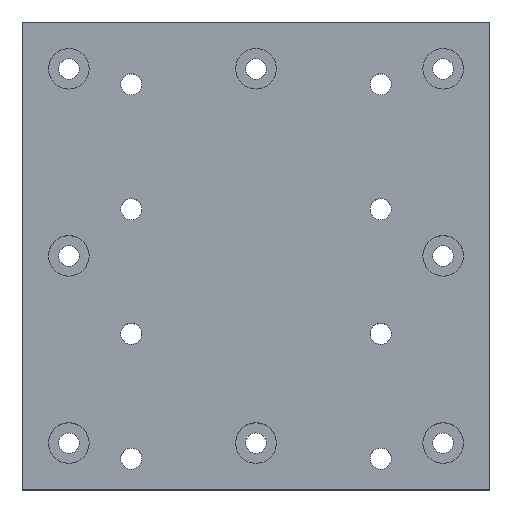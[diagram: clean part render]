
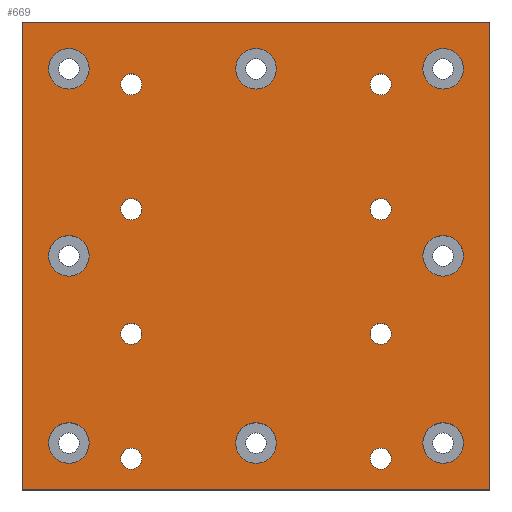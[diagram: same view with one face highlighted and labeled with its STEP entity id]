
A CAD part, top view. The second image highlights one B-rep face of the part: STEP entity #669.
In plain terms, the highlighted planar face has unit normal (0, 0, 1).
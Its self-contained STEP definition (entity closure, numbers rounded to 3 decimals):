
#23=FACE_BOUND('',#148,.T.);
#24=FACE_BOUND('',#149,.T.);
#25=FACE_BOUND('',#150,.T.);
#26=FACE_BOUND('',#151,.T.);
#27=FACE_BOUND('',#152,.T.);
#28=FACE_BOUND('',#153,.T.);
#29=FACE_BOUND('',#154,.T.);
#30=FACE_BOUND('',#155,.T.);
#31=FACE_BOUND('',#156,.T.);
#32=FACE_BOUND('',#157,.T.);
#33=FACE_BOUND('',#158,.T.);
#34=FACE_BOUND('',#159,.T.);
#35=FACE_BOUND('',#160,.T.);
#36=FACE_BOUND('',#161,.T.);
#37=FACE_BOUND('',#162,.T.);
#38=FACE_BOUND('',#163,.T.);
#63=PLANE('',#769);
#101=FACE_OUTER_BOUND('',#147,.T.);
#147=EDGE_LOOP('',(#557,#558,#559,#560));
#148=EDGE_LOOP('',(#561));
#149=EDGE_LOOP('',(#562));
#150=EDGE_LOOP('',(#563));
#151=EDGE_LOOP('',(#564));
#152=EDGE_LOOP('',(#565));
#153=EDGE_LOOP('',(#566));
#154=EDGE_LOOP('',(#567));
#155=EDGE_LOOP('',(#568));
#156=EDGE_LOOP('',(#569));
#157=EDGE_LOOP('',(#570));
#158=EDGE_LOOP('',(#571));
#159=EDGE_LOOP('',(#572));
#160=EDGE_LOOP('',(#573));
#161=EDGE_LOOP('',(#574));
#162=EDGE_LOOP('',(#575));
#163=EDGE_LOOP('',(#576));
#209=LINE('',#1141,#245);
#210=LINE('',#1143,#246);
#211=LINE('',#1145,#247);
#212=LINE('',#1146,#248);
#245=VECTOR('',#963,10.);
#246=VECTOR('',#964,10.);
#247=VECTOR('',#965,10.);
#248=VECTOR('',#966,10.);
#257=CIRCLE('',#690,3.39);
#259=CIRCLE('',#693,3.39);
#261=CIRCLE('',#696,3.39);
#263=CIRCLE('',#699,3.39);
#265=CIRCLE('',#702,3.39);
#267=CIRCLE('',#705,3.39);
#269=CIRCLE('',#708,3.39);
#271=CIRCLE('',#711,3.39);
#275=CIRCLE('',#717,6.5);
#279=CIRCLE('',#724,6.5);
#283=CIRCLE('',#731,6.5);
#287=CIRCLE('',#738,6.5);
#291=CIRCLE('',#745,6.5);
#295=CIRCLE('',#752,6.5);
#299=CIRCLE('',#759,6.5);
#303=CIRCLE('',#766,6.5);
#305=VERTEX_POINT('',#987);
#307=VERTEX_POINT('',#993);
#309=VERTEX_POINT('',#999);
#311=VERTEX_POINT('',#1005);
#313=VERTEX_POINT('',#1011);
#315=VERTEX_POINT('',#1017);
#317=VERTEX_POINT('',#1023);
#319=VERTEX_POINT('',#1029);
#323=VERTEX_POINT('',#1040);
#327=VERTEX_POINT('',#1053);
#331=VERTEX_POINT('',#1066);
#335=VERTEX_POINT('',#1079);
#339=VERTEX_POINT('',#1092);
#343=VERTEX_POINT('',#1105);
#347=VERTEX_POINT('',#1118);
#351=VERTEX_POINT('',#1131);
#353=VERTEX_POINT('',#1139);
#354=VERTEX_POINT('',#1140);
#355=VERTEX_POINT('',#1142);
#356=VERTEX_POINT('',#1144);
#361=EDGE_CURVE('',#305,#305,#257,.T.);
#364=EDGE_CURVE('',#307,#307,#259,.T.);
#367=EDGE_CURVE('',#309,#309,#261,.T.);
#370=EDGE_CURVE('',#311,#311,#263,.T.);
#373=EDGE_CURVE('',#313,#313,#265,.T.);
#376=EDGE_CURVE('',#315,#315,#267,.T.);
#379=EDGE_CURVE('',#317,#317,#269,.T.);
#382=EDGE_CURVE('',#319,#319,#271,.T.);
#387=EDGE_CURVE('',#323,#323,#275,.T.);
#393=EDGE_CURVE('',#327,#327,#279,.T.);
#399=EDGE_CURVE('',#331,#331,#283,.T.);
#405=EDGE_CURVE('',#335,#335,#287,.T.);
#411=EDGE_CURVE('',#339,#339,#291,.T.);
#417=EDGE_CURVE('',#343,#343,#295,.T.);
#423=EDGE_CURVE('',#347,#347,#299,.T.);
#429=EDGE_CURVE('',#351,#351,#303,.T.);
#433=EDGE_CURVE('',#353,#354,#209,.T.);
#434=EDGE_CURVE('',#354,#355,#210,.T.);
#435=EDGE_CURVE('',#355,#356,#211,.T.);
#436=EDGE_CURVE('',#356,#353,#212,.T.);
#557=ORIENTED_EDGE('',*,*,#433,.T.);
#558=ORIENTED_EDGE('',*,*,#434,.T.);
#559=ORIENTED_EDGE('',*,*,#435,.T.);
#560=ORIENTED_EDGE('',*,*,#436,.T.);
#561=ORIENTED_EDGE('',*,*,#361,.T.);
#562=ORIENTED_EDGE('',*,*,#364,.T.);
#563=ORIENTED_EDGE('',*,*,#367,.T.);
#564=ORIENTED_EDGE('',*,*,#370,.T.);
#565=ORIENTED_EDGE('',*,*,#373,.T.);
#566=ORIENTED_EDGE('',*,*,#376,.T.);
#567=ORIENTED_EDGE('',*,*,#379,.T.);
#568=ORIENTED_EDGE('',*,*,#382,.T.);
#569=ORIENTED_EDGE('',*,*,#387,.T.);
#570=ORIENTED_EDGE('',*,*,#393,.T.);
#571=ORIENTED_EDGE('',*,*,#399,.T.);
#572=ORIENTED_EDGE('',*,*,#405,.T.);
#573=ORIENTED_EDGE('',*,*,#411,.T.);
#574=ORIENTED_EDGE('',*,*,#417,.T.);
#575=ORIENTED_EDGE('',*,*,#423,.T.);
#576=ORIENTED_EDGE('',*,*,#429,.T.);
#669=ADVANCED_FACE('',(#101,#23,#24,#25,#26,#27,#28,#29,#30,#31,#32,#33,
#34,#35,#36,#37,#38),#63,.T.);
#690=AXIS2_PLACEMENT_3D('',#988,#779,#780);
#693=AXIS2_PLACEMENT_3D('',#994,#786,#787);
#696=AXIS2_PLACEMENT_3D('',#1000,#793,#794);
#699=AXIS2_PLACEMENT_3D('',#1006,#800,#801);
#702=AXIS2_PLACEMENT_3D('',#1012,#807,#808);
#705=AXIS2_PLACEMENT_3D('',#1018,#814,#815);
#708=AXIS2_PLACEMENT_3D('',#1024,#821,#822);
#711=AXIS2_PLACEMENT_3D('',#1030,#828,#829);
#717=AXIS2_PLACEMENT_3D('',#1041,#841,#842);
#724=AXIS2_PLACEMENT_3D('',#1054,#857,#858);
#731=AXIS2_PLACEMENT_3D('',#1067,#873,#874);
#738=AXIS2_PLACEMENT_3D('',#1080,#889,#890);
#745=AXIS2_PLACEMENT_3D('',#1093,#905,#906);
#752=AXIS2_PLACEMENT_3D('',#1106,#921,#922);
#759=AXIS2_PLACEMENT_3D('',#1119,#937,#938);
#766=AXIS2_PLACEMENT_3D('',#1132,#953,#954);
#769=AXIS2_PLACEMENT_3D('',#1138,#961,#962);
#779=DIRECTION('center_axis',(0.,0.,-1.));
#780=DIRECTION('ref_axis',(1.,0.,0.));
#786=DIRECTION('center_axis',(0.,0.,-1.));
#787=DIRECTION('ref_axis',(1.,0.,0.));
#793=DIRECTION('center_axis',(0.,0.,-1.));
#794=DIRECTION('ref_axis',(1.,0.,0.));
#800=DIRECTION('center_axis',(0.,0.,-1.));
#801=DIRECTION('ref_axis',(1.,0.,0.));
#807=DIRECTION('center_axis',(0.,0.,-1.));
#808=DIRECTION('ref_axis',(1.,0.,0.));
#814=DIRECTION('center_axis',(0.,0.,-1.));
#815=DIRECTION('ref_axis',(1.,0.,0.));
#821=DIRECTION('center_axis',(0.,0.,-1.));
#822=DIRECTION('ref_axis',(1.,0.,0.));
#828=DIRECTION('center_axis',(0.,0.,-1.));
#829=DIRECTION('ref_axis',(1.,0.,0.));
#841=DIRECTION('center_axis',(0.,0.,-1.));
#842=DIRECTION('ref_axis',(1.,0.,0.));
#857=DIRECTION('center_axis',(0.,0.,-1.));
#858=DIRECTION('ref_axis',(1.,0.,0.));
#873=DIRECTION('center_axis',(0.,0.,-1.));
#874=DIRECTION('ref_axis',(1.,0.,0.));
#889=DIRECTION('center_axis',(0.,0.,-1.));
#890=DIRECTION('ref_axis',(1.,0.,0.));
#905=DIRECTION('center_axis',(0.,0.,-1.));
#906=DIRECTION('ref_axis',(1.,0.,0.));
#921=DIRECTION('center_axis',(0.,0.,-1.));
#922=DIRECTION('ref_axis',(1.,0.,0.));
#937=DIRECTION('center_axis',(0.,0.,-1.));
#938=DIRECTION('ref_axis',(1.,0.,0.));
#953=DIRECTION('center_axis',(0.,0.,-1.));
#954=DIRECTION('ref_axis',(1.,0.,0.));
#961=DIRECTION('center_axis',(0.,0.,1.));
#962=DIRECTION('ref_axis',(0.,-1.,0.));
#963=DIRECTION('',(1.,0.,0.));
#964=DIRECTION('',(0.,1.,0.));
#965=DIRECTION('',(-1.,0.,0.));
#966=DIRECTION('',(0.,-1.,0.));
#987=CARTESIAN_POINT('',(451.61,-20.,39.5));
#988=CARTESIAN_POINT('Origin',(455.,-20.,39.5));
#993=CARTESIAN_POINT('',(531.61,-20.,39.5));
#994=CARTESIAN_POINT('Origin',(535.,-20.,39.5));
#999=CARTESIAN_POINT('',(451.61,-60.,39.5));
#1000=CARTESIAN_POINT('Origin',(455.,-60.,39.5));
#1005=CARTESIAN_POINT('',(451.61,-140.,39.5));
#1006=CARTESIAN_POINT('Origin',(455.,-140.,39.5));
#1011=CARTESIAN_POINT('',(531.61,-100.,39.5));
#1012=CARTESIAN_POINT('Origin',(535.,-100.,39.5));
#1017=CARTESIAN_POINT('',(531.61,-140.,39.5));
#1018=CARTESIAN_POINT('Origin',(535.,-140.,39.5));
#1023=CARTESIAN_POINT('',(531.61,-60.,39.5));
#1024=CARTESIAN_POINT('Origin',(535.,-60.,39.5));
#1029=CARTESIAN_POINT('',(451.61,-100.,39.5));
#1030=CARTESIAN_POINT('Origin',(455.,-100.,39.5));
#1040=CARTESIAN_POINT('',(548.5,-135.,39.5));
#1041=CARTESIAN_POINT('Origin',(555.,-135.,39.5));
#1053=CARTESIAN_POINT('',(548.5,-15.,39.5));
#1054=CARTESIAN_POINT('Origin',(555.,-15.,39.5));
#1066=CARTESIAN_POINT('',(428.5,-15.,39.5));
#1067=CARTESIAN_POINT('Origin',(435.,-15.,39.5));
#1079=CARTESIAN_POINT('',(428.5,-135.,39.5));
#1080=CARTESIAN_POINT('Origin',(435.,-135.,39.5));
#1092=CARTESIAN_POINT('',(428.5,-75.,39.5));
#1093=CARTESIAN_POINT('Origin',(435.,-75.,39.5));
#1105=CARTESIAN_POINT('',(488.5,-15.,39.5));
#1106=CARTESIAN_POINT('Origin',(495.,-15.,39.5));
#1118=CARTESIAN_POINT('',(548.5,-75.,39.5));
#1119=CARTESIAN_POINT('Origin',(555.,-75.,39.5));
#1131=CARTESIAN_POINT('',(488.5,-135.,39.5));
#1132=CARTESIAN_POINT('Origin',(495.,-135.,39.5));
#1138=CARTESIAN_POINT('Origin',(495.,-75.,39.5));
#1139=CARTESIAN_POINT('',(420.,-150.,39.5));
#1140=CARTESIAN_POINT('',(570.,-150.,39.5));
#1141=CARTESIAN_POINT('',(495.,-150.,39.5));
#1142=CARTESIAN_POINT('',(570.,0.,39.5));
#1143=CARTESIAN_POINT('',(570.,-75.,39.5));
#1144=CARTESIAN_POINT('',(420.,0.,39.5));
#1145=CARTESIAN_POINT('',(495.,0.,39.5));
#1146=CARTESIAN_POINT('',(420.,-75.,39.5));
